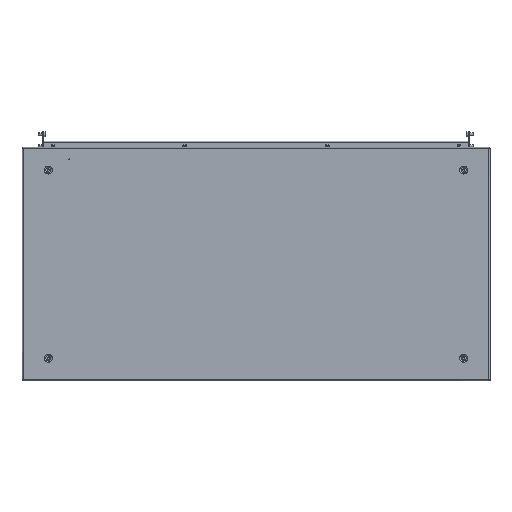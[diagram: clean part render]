
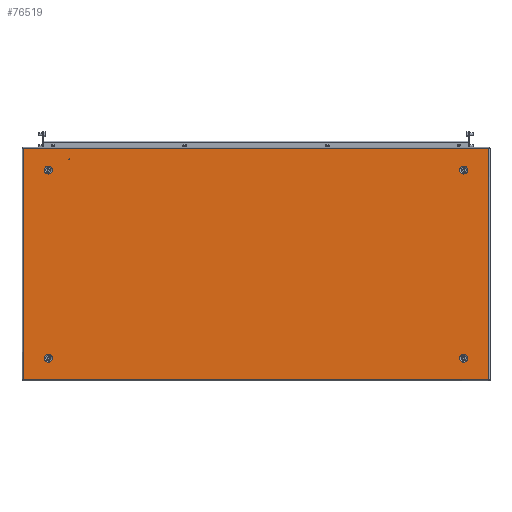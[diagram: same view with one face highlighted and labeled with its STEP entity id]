
A CAD part, top view. The second image highlights one B-rep face of the part: STEP entity #76519.
In plain terms, the highlighted planar face has unit normal (0, 0, 1).
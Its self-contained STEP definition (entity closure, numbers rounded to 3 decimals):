
#193 = DIRECTION ( 'NONE',  ( -1., 0., 0. ) ) ;
#826 = CARTESIAN_POINT ( 'NONE',  ( 441.5, -200., 0. ) ) ;
#1236 = CIRCLE ( 'NONE', #26652, 8.443 ) ;
#2045 = AXIS2_PLACEMENT_3D ( 'NONE', #40750, #9131, #28083 ) ;
#2296 = CARTESIAN_POINT ( 'NONE',  ( -441.5, 191.557, 0. ) ) ;
#2817 = AXIS2_PLACEMENT_3D ( 'NONE', #13920, #26947, #78570 ) ;
#2951 = CARTESIAN_POINT ( 'NONE',  ( 495.1, -245.6, 0. ) ) ;
#3074 = CARTESIAN_POINT ( 'NONE',  ( 496.029, 245.6, 0. ) ) ;
#3601 = CARTESIAN_POINT ( 'NONE',  ( -441.5, -191.557, 0. ) ) ;
#4584 = EDGE_LOOP ( 'NONE', ( #27160, #38597 ) ) ;
#4651 = ORIENTED_EDGE ( 'NONE', *, *, #13792, .F. ) ;
#5912 = CARTESIAN_POINT ( 'NONE',  ( -441.5, -208.443, 0. ) ) ;
#6135 = VECTOR ( 'NONE', #11925, 1000. ) ;
#9020 = VECTOR ( 'NONE', #29096, 1000. ) ;
#9131 = DIRECTION ( 'NONE',  ( 0., 0., 1. ) ) ;
#9613 = EDGE_CURVE ( 'NONE', #16793, #78690, #71498, .T. ) ;
#10616 = CARTESIAN_POINT ( 'NONE',  ( 441.5, 208.443, 0. ) ) ;
#11253 = VERTEX_POINT ( 'NONE', #3601 ) ;
#11324 = CARTESIAN_POINT ( 'NONE',  ( -397.5, 223., 0. ) ) ;
#11925 = DIRECTION ( 'NONE',  ( 0., -1., 0. ) ) ;
#12618 = CIRCLE ( 'NONE', #2045, 8.443 ) ;
#13682 = VERTEX_POINT ( 'NONE', #61436 ) ;
#13717 = DIRECTION ( 'NONE',  ( 0., 1., 0. ) ) ;
#13792 = EDGE_CURVE ( 'NONE', #56925, #50993, #54634, .T. ) ;
#13920 = CARTESIAN_POINT ( 'NONE',  ( 441.5, 200., 0. ) ) ;
#13996 = CARTESIAN_POINT ( 'NONE',  ( -441.5, 208.443, 0. ) ) ;
#14315 = FACE_BOUND ( 'NONE', #25736, .T. ) ;
#16793 = VERTEX_POINT ( 'NONE', #66164 ) ;
#18308 = EDGE_LOOP ( 'NONE', ( #33858, #82643 ) ) ;
#18464 = ORIENTED_EDGE ( 'NONE', *, *, #46135, .F. ) ;
#18916 = AXIS2_PLACEMENT_3D ( 'NONE', #37942, #31124, #43581 ) ;
#19998 = EDGE_CURVE ( 'NONE', #78690, #21642, #53564, .T. ) ;
#20386 = DIRECTION ( 'NONE',  ( 0., 1., 0. ) ) ;
#20402 = FACE_BOUND ( 'NONE', #73831, .T. ) ;
#20659 = DIRECTION ( 'NONE',  ( 0., 0., 1. ) ) ;
#21210 = PLANE ( 'NONE',  #32341 ) ;
#21642 = VERTEX_POINT ( 'NONE', #63604 ) ;
#22268 = DIRECTION ( 'NONE',  ( 0., 1., 0. ) ) ;
#23752 = EDGE_CURVE ( 'NONE', #21642, #74503, #79264, .T. ) ;
#23825 = CIRCLE ( 'NONE', #45005, 8.443 ) ;
#24460 = VERTEX_POINT ( 'NONE', #5912 ) ;
#24897 = CARTESIAN_POINT ( 'NONE',  ( 441.5, -208.443, 0. ) ) ;
#24920 = ORIENTED_EDGE ( 'NONE', *, *, #19998, .T. ) ;
#25472 = CARTESIAN_POINT ( 'NONE',  ( -441.5, 200., 0. ) ) ;
#25736 = EDGE_LOOP ( 'NONE', ( #4651, #18464 ) ) ;
#26510 = FACE_BOUND ( 'NONE', #60710, .T. ) ;
#26652 = AXIS2_PLACEMENT_3D ( 'NONE', #78088, #45942, #13717 ) ;
#26911 = DIRECTION ( 'NONE',  ( 0., 0., 1. ) ) ;
#26947 = DIRECTION ( 'NONE',  ( 0., 0., 1. ) ) ;
#27160 = ORIENTED_EDGE ( 'NONE', *, *, #55521, .F. ) ;
#27719 = DIRECTION ( 'NONE',  ( 0., 0., 1. ) ) ;
#28083 = DIRECTION ( 'NONE',  ( 0., 1., 0. ) ) ;
#28548 = CIRCLE ( 'NONE', #48094, 8.443 ) ;
#28640 = DIRECTION ( 'NONE',  ( 0., 0., 1. ) ) ;
#29096 = DIRECTION ( 'NONE',  ( -1., 0., 0. ) ) ;
#29551 = EDGE_CURVE ( 'NONE', #63342, #56624, #52048, .T. ) ;
#29650 = AXIS2_PLACEMENT_3D ( 'NONE', #70544, #31059, #193 ) ;
#29868 = ORIENTED_EDGE ( 'NONE', *, *, #29551, .F. ) ;
#30815 = DIRECTION ( 'NONE',  ( -1., 0., 0. ) ) ;
#31059 = DIRECTION ( 'NONE',  ( 0., 0., -1. ) ) ;
#31124 = DIRECTION ( 'NONE',  ( 0., 0., 1. ) ) ;
#32080 = CARTESIAN_POINT ( 'NONE',  ( -398., 223., 0. ) ) ;
#32287 = CARTESIAN_POINT ( 'NONE',  ( 441.5, -200., 0. ) ) ;
#32341 = AXIS2_PLACEMENT_3D ( 'NONE', #40424, #20659, #46688 ) ;
#33858 = ORIENTED_EDGE ( 'NONE', *, *, #76425, .F. ) ;
#34473 = DIRECTION ( 'NONE',  ( 0., 1., 0. ) ) ;
#37942 = CARTESIAN_POINT ( 'NONE',  ( -441.5, 200., 0. ) ) ;
#38597 = ORIENTED_EDGE ( 'NONE', *, *, #72495, .F. ) ;
#38754 = DIRECTION ( 'NONE',  ( 0., 0., 1. ) ) ;
#40424 = CARTESIAN_POINT ( 'NONE',  ( 0., 0., 0. ) ) ;
#40750 = CARTESIAN_POINT ( 'NONE',  ( -441.5, -200., 0. ) ) ;
#43051 = ORIENTED_EDGE ( 'NONE', *, *, #23752, .T. ) ;
#43281 = CARTESIAN_POINT ( 'NONE',  ( -495.1, 246.529, 0. ) ) ;
#43581 = DIRECTION ( 'NONE',  ( 0., 1., 0. ) ) ;
#45005 = AXIS2_PLACEMENT_3D ( 'NONE', #49275, #28640, #67845 ) ;
#45050 = ORIENTED_EDGE ( 'NONE', *, *, #55878, .F. ) ;
#45165 = CARTESIAN_POINT ( 'NONE',  ( -495.1, 245.6, 0. ) ) ;
#45918 = AXIS2_PLACEMENT_3D ( 'NONE', #25472, #38754, #64676 ) ;
#45942 = DIRECTION ( 'NONE',  ( 0., 0., 1. ) ) ;
#46135 = EDGE_CURVE ( 'NONE', #50993, #56925, #1236, .T. ) ;
#46688 = DIRECTION ( 'NONE',  ( 1., 0., 0. ) ) ;
#46981 = VECTOR ( 'NONE', #49930, 1000. ) ;
#47220 = EDGE_LOOP ( 'NONE', ( #24920, #43051, #51347, #78059 ) ) ;
#47841 = LINE ( 'NONE', #61489, #48833 ) ;
#48094 = AXIS2_PLACEMENT_3D ( 'NONE', #32287, #26911, #20386 ) ;
#48760 = FACE_BOUND ( 'NONE', #4584, .T. ) ;
#48833 = VECTOR ( 'NONE', #22268, 1000. ) ;
#49275 = CARTESIAN_POINT ( 'NONE',  ( -441.5, -200., 0. ) ) ;
#49930 = DIRECTION ( 'NONE',  ( 1., 0., 0. ) ) ;
#50340 = DIRECTION ( 'NONE',  ( 0., 0., -1. ) ) ;
#50993 = VERTEX_POINT ( 'NONE', #68986 ) ;
#51347 = ORIENTED_EDGE ( 'NONE', *, *, #60797, .T. ) ;
#52048 = CIRCLE ( 'NONE', #45918, 8.443 ) ;
#53564 = LINE ( 'NONE', #43281, #6135 ) ;
#53648 = CIRCLE ( 'NONE', #55652, 8.443 ) ;
#54634 = CIRCLE ( 'NONE', #2817, 8.443 ) ;
#55521 = EDGE_CURVE ( 'NONE', #11253, #24460, #12618, .T. ) ;
#55652 = AXIS2_PLACEMENT_3D ( 'NONE', #826, #27719, #34473 ) ;
#55763 = FACE_BOUND ( 'NONE', #18308, .T. ) ;
#55878 = EDGE_CURVE ( 'NONE', #56624, #63342, #72012, .T. ) ;
#56095 = CARTESIAN_POINT ( 'NONE',  ( -496.029, -245.6, 0. ) ) ;
#56624 = VERTEX_POINT ( 'NONE', #13996 ) ;
#56721 = ORIENTED_EDGE ( 'NONE', *, *, #71379, .T. ) ;
#56925 = VERTEX_POINT ( 'NONE', #10616 ) ;
#56999 = CARTESIAN_POINT ( 'NONE',  ( 441.5, -191.557, 0. ) ) ;
#59133 = VERTEX_POINT ( 'NONE', #24897 ) ;
#60031 = EDGE_CURVE ( 'NONE', #59133, #61016, #53648, .T. ) ;
#60710 = EDGE_LOOP ( 'NONE', ( #56721, #81381 ) ) ;
#60797 = EDGE_CURVE ( 'NONE', #74503, #16793, #47841, .T. ) ;
#61016 = VERTEX_POINT ( 'NONE', #56999 ) ;
#61436 = CARTESIAN_POINT ( 'NONE',  ( -397., 223., 0. ) ) ;
#61489 = CARTESIAN_POINT ( 'NONE',  ( 495.1, -246.529, 0. ) ) ;
#61628 = AXIS2_PLACEMENT_3D ( 'NONE', #11324, #50340, #30815 ) ;
#63342 = VERTEX_POINT ( 'NONE', #2296 ) ;
#63604 = CARTESIAN_POINT ( 'NONE',  ( -495.1, -245.6, 0. ) ) ;
#64654 = CIRCLE ( 'NONE', #61628, 0.5 ) ;
#64676 = DIRECTION ( 'NONE',  ( 0., 1., 0. ) ) ;
#66164 = CARTESIAN_POINT ( 'NONE',  ( 495.1, 245.6, 0. ) ) ;
#67791 = EDGE_CURVE ( 'NONE', #13682, #70566, #64654, .T. ) ;
#67845 = DIRECTION ( 'NONE',  ( 0., 1., 0. ) ) ;
#68986 = CARTESIAN_POINT ( 'NONE',  ( 441.5, 191.557, 0. ) ) ;
#70544 = CARTESIAN_POINT ( 'NONE',  ( -397.5, 223., 0. ) ) ;
#70566 = VERTEX_POINT ( 'NONE', #32080 ) ;
#71379 = EDGE_CURVE ( 'NONE', #70566, #13682, #71991, .T. ) ;
#71498 = LINE ( 'NONE', #3074, #9020 ) ;
#71991 = CIRCLE ( 'NONE', #29650, 0.5 ) ;
#72012 = CIRCLE ( 'NONE', #18916, 8.443 ) ;
#72495 = EDGE_CURVE ( 'NONE', #24460, #11253, #23825, .T. ) ;
#73831 = EDGE_LOOP ( 'NONE', ( #45050, #29868 ) ) ;
#74503 = VERTEX_POINT ( 'NONE', #2951 ) ;
#76425 = EDGE_CURVE ( 'NONE', #61016, #59133, #28548, .T. ) ;
#76519 = ADVANCED_FACE ( 'NONE', ( #26510, #55763, #48760, #14315, #20402, #78975 ), #21210, .T. ) ;
#78059 = ORIENTED_EDGE ( 'NONE', *, *, #9613, .T. ) ;
#78088 = CARTESIAN_POINT ( 'NONE',  ( 441.5, 200., 0. ) ) ;
#78570 = DIRECTION ( 'NONE',  ( 0., 1., 0. ) ) ;
#78690 = VERTEX_POINT ( 'NONE', #45165 ) ;
#78975 = FACE_OUTER_BOUND ( 'NONE', #47220, .T. ) ;
#79264 = LINE ( 'NONE', #56095, #46981 ) ;
#81381 = ORIENTED_EDGE ( 'NONE', *, *, #67791, .T. ) ;
#82643 = ORIENTED_EDGE ( 'NONE', *, *, #60031, .F. ) ;
